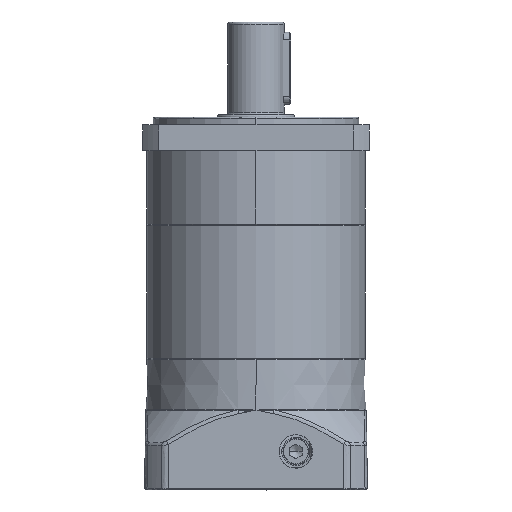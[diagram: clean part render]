
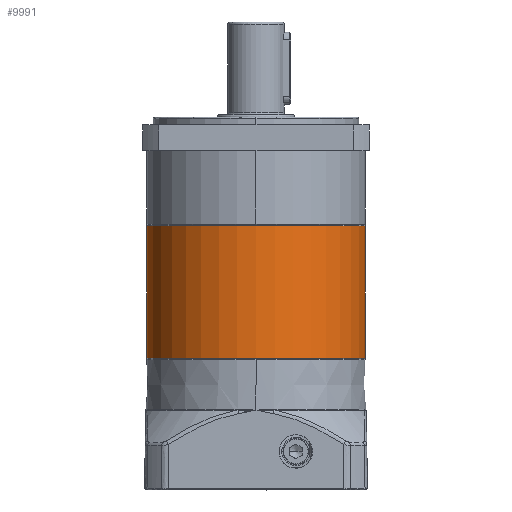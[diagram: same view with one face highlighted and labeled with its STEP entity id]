
A CAD part, left-side view. The second image highlights one B-rep face of the part: STEP entity #9991.
In plain terms, the highlighted cylindrical face has radius 42.5 mm (diameter 85 mm), a partial arc.
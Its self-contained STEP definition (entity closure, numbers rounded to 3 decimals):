
#8 = CARTESIAN_POINT ( 'NONE',  ( 0., 0.3, 42.5 ) ) ;
#29 = EDGE_CURVE ( 'NONE', #23158, #29466, #10425, .T. ) ;
#493 = FACE_OUTER_BOUND ( 'NONE', #2673, .T. ) ;
#827 = DIRECTION ( 'NONE',  ( 0., 0., -1. ) ) ;
#895 = DIRECTION ( 'NONE',  ( 0., -1., 0. ) ) ;
#1004 = CARTESIAN_POINT ( 'NONE',  ( 0., 52., 0. ) ) ;
#1050 = CARTESIAN_POINT ( 'NONE',  ( 0., 51.7, 42.5 ) ) ;
#2673 = EDGE_LOOP ( 'NONE', ( #21026, #27889, #7193, #10829, #6950 ) ) ;
#2953 = CARTESIAN_POINT ( 'NONE',  ( 0., 0.3, 0. ) ) ;
#3299 = CARTESIAN_POINT ( 'NONE',  ( -42.5, 51.7, 0. ) ) ;
#5625 = DIRECTION ( 'NONE',  ( 0., 0., -1. ) ) ;
#6950 = ORIENTED_EDGE ( 'NONE', *, *, #29755, .T. ) ;
#7193 = ORIENTED_EDGE ( 'NONE', *, *, #29, .T. ) ;
#9035 = AXIS2_PLACEMENT_3D ( 'NONE', #17064, #17023, #17013 ) ;
#9244 = DIRECTION ( 'NONE',  ( 0., -1., 0. ) ) ;
#9434 = CARTESIAN_POINT ( 'NONE',  ( 0., 52., 42.5 ) ) ;
#9493 = EDGE_CURVE ( 'NONE', #15818, #23158, #17391, .T. ) ;
#9991 = ADVANCED_FACE ( 'NONE', ( #493 ), #12836, .T. ) ;
#10332 = CARTESIAN_POINT ( 'NONE',  ( 0., 52., -42.5 ) ) ;
#10425 = CIRCLE ( 'NONE', #26675, 42.5 ) ;
#10829 = ORIENTED_EDGE ( 'NONE', *, *, #26215, .T. ) ;
#11125 = CARTESIAN_POINT ( 'NONE',  ( 0., 0.3, -42.5 ) ) ;
#11483 = EDGE_CURVE ( 'NONE', #15818, #23224, #13767, .T. ) ;
#11580 = VECTOR ( 'NONE', #30655, 1000. ) ;
#12836 = CYLINDRICAL_SURFACE ( 'NONE', #16404, 42.5 ) ;
#13767 = LINE ( 'NONE', #9434, #24244 ) ;
#14006 = CARTESIAN_POINT ( 'NONE',  ( 0., 51.7, 0. ) ) ;
#14224 = DIRECTION ( 'NONE',  ( 0., -1., 0. ) ) ;
#14448 = DIRECTION ( 'NONE',  ( 0., 0., -1. ) ) ;
#15818 = VERTEX_POINT ( 'NONE', #1050 ) ;
#16404 = AXIS2_PLACEMENT_3D ( 'NONE', #1004, #895, #827 ) ;
#17013 = DIRECTION ( 'NONE',  ( 0., 0., -1. ) ) ;
#17023 = DIRECTION ( 'NONE',  ( 0., -1., 0. ) ) ;
#17064 = CARTESIAN_POINT ( 'NONE',  ( 0., 51.7, 0. ) ) ;
#17219 = AXIS2_PLACEMENT_3D ( 'NONE', #2953, #20932, #5625 ) ;
#17391 = CIRCLE ( 'NONE', #9035, 42.5 ) ;
#18303 = LINE ( 'NONE', #10332, #11580 ) ;
#20932 = DIRECTION ( 'NONE',  ( 0., 1., 0. ) ) ;
#21026 = ORIENTED_EDGE ( 'NONE', *, *, #11483, .F. ) ;
#22079 = CIRCLE ( 'NONE', #17219, 42.5 ) ;
#23158 = VERTEX_POINT ( 'NONE', #3299 ) ;
#23224 = VERTEX_POINT ( 'NONE', #8 ) ;
#24244 = VECTOR ( 'NONE', #9244, 1000. ) ;
#26215 = EDGE_CURVE ( 'NONE', #29466, #27535, #18303, .T. ) ;
#26675 = AXIS2_PLACEMENT_3D ( 'NONE', #14006, #14224, #14448 ) ;
#27535 = VERTEX_POINT ( 'NONE', #11125 ) ;
#27889 = ORIENTED_EDGE ( 'NONE', *, *, #9493, .T. ) ;
#29114 = CARTESIAN_POINT ( 'NONE',  ( 0., 51.7, -42.5 ) ) ;
#29466 = VERTEX_POINT ( 'NONE', #29114 ) ;
#29755 = EDGE_CURVE ( 'NONE', #27535, #23224, #22079, .T. ) ;
#30655 = DIRECTION ( 'NONE',  ( 0., -1., 0. ) ) ;
